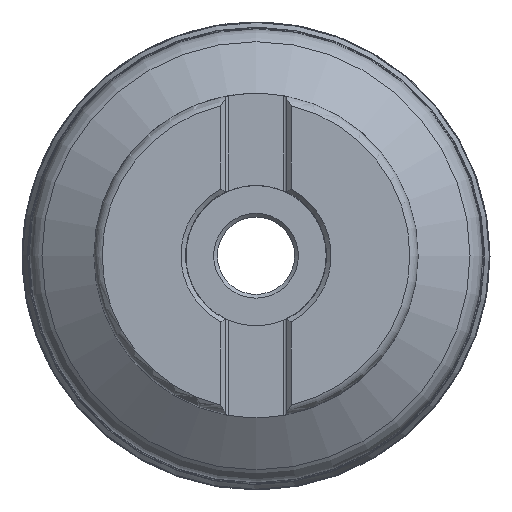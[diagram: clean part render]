
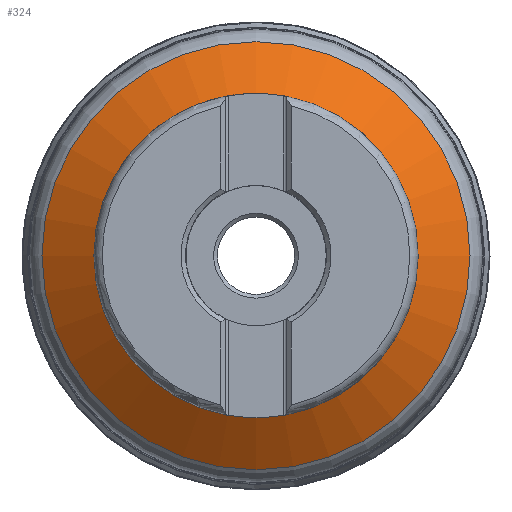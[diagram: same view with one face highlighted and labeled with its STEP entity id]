
A CAD part, top view. The second image highlights one B-rep face of the part: STEP entity #324.
In plain terms, the highlighted conical face has half-angle 55 degrees and reference radius 30.75 mm.
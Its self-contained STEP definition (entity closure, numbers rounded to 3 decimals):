
#197=CONICAL_SURFACE('',#1411,30.75,55.);
#324=ADVANCED_FACE('',(#425,#426),#197,.T.);
#425=FACE_BOUND('',#563,.T.);
#426=FACE_BOUND('',#564,.T.);
#563=EDGE_LOOP('',(#746));
#564=EDGE_LOOP('',(#747));
#746=ORIENTED_EDGE('',*,*,#1114,.T.);
#747=ORIENTED_EDGE('',*,*,#1115,.T.);
#1000=VERTEX_POINT('',#2381);
#1001=VERTEX_POINT('',#2383);
#1114=EDGE_CURVE('',#1000,#1000,#1225,.T.);
#1115=EDGE_CURVE('',#1001,#1001,#1226,.T.);
#1225=CIRCLE('',#1409,21.576);
#1226=CIRCLE('',#1410,29.044);
#1409=AXIS2_PLACEMENT_3D('',#2380,#1567,#1568);
#1410=AXIS2_PLACEMENT_3D('',#2382,#1569,#1570);
#1411=AXIS2_PLACEMENT_3D('',#2384,#1571,#1572);
#1567=DIRECTION('',(0.,0.,-1.));
#1568=DIRECTION('',(-1.,0.,0.));
#1569=DIRECTION('',(0.,0.,1.));
#1570=DIRECTION('',(1.,0.,0.));
#1571=DIRECTION('',(0.,0.,-1.));
#1572=DIRECTION('',(-1.,0.,0.));
#2380=CARTESIAN_POINT('',(0.,0.,25.051));
#2381=CARTESIAN_POINT('',(-21.576,0.,25.051));
#2382=CARTESIAN_POINT('',(0.,0.,19.822));
#2383=CARTESIAN_POINT('',(29.044,0.,19.822));
#2384=CARTESIAN_POINT('',(0.,0.,18.628));
